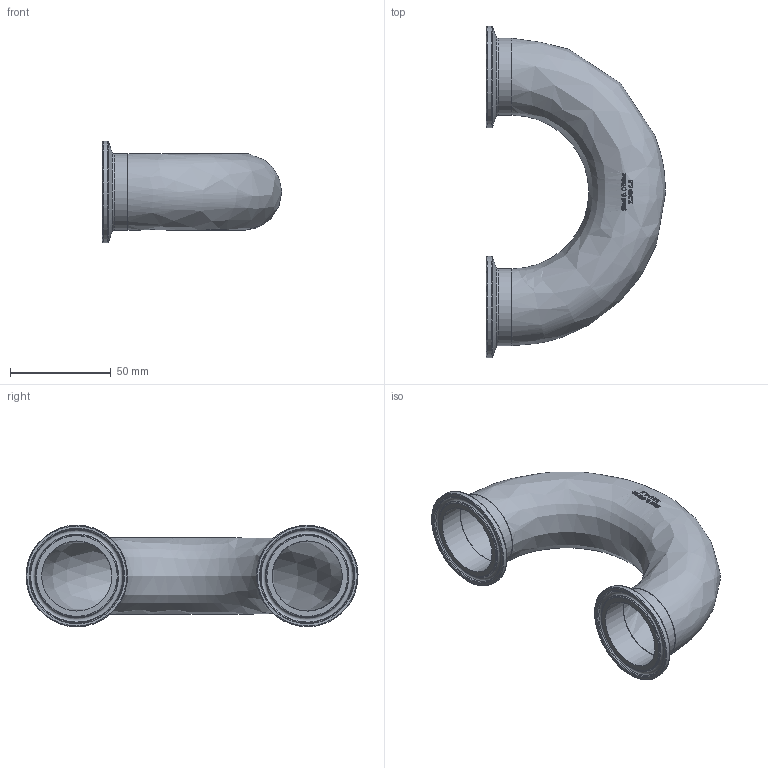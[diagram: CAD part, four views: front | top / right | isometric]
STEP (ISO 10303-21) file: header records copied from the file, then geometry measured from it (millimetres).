
FILE_DESCRIPTION(/* description */ (''),/* implementation_level */ '2;1');
FILE_NAME(/* name */ '2UMP-1.5.stp',/* time_stamp */ '2020-12-21T09:10:29-05:00',/* author */ ('rick'),/* organization */ (''),/* preprocessor_version */ 'ST-DEVELOPER v18',/* originating_system */ 'Autodesk Inventor 2020',/* authorisation */ '');
FILE_SCHEMA (('AUTOMOTIVE_DESIGN { 1 0 10303 214 3 1 1 }'));
Length unit declared in the file: inch
Products named in the file (1): 2UMP-1.5
Bounding box: 88.9 x 164.69 x 50.39 mm (x, y, z)
Volume: 44477.8 mm3; surface area: 51027.3 mm2
Topology: 1 solids, 1 shells, 367 faces, 1018 edges, 690 vertices
Faces by surface type: bspline 193, plane 146, torus 16, cylinder 6, cone 6
Full cylindrical faces by diameter (mm): 34.798 x2, 38.1 x2, 50.394 x2
Entity records: 16719 total; most frequent: CARTESIAN_POINT 8844, ORIENTED_EDGE 2036, EDGE_CURVE 1018, DIRECTION 884, VERTEX_POINT 690, B_SPLINE_CURVE_WITH_KNOTS 596, EDGE_LOOP 406, FACE_OUTER_BOUND 367
